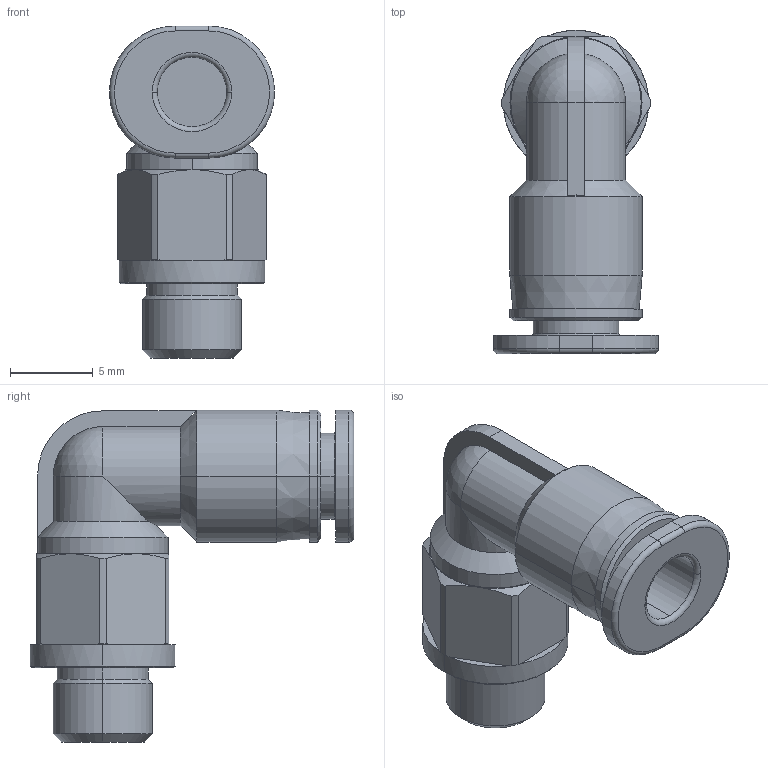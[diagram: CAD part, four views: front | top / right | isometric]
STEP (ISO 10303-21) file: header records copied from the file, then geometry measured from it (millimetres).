
FILE_DESCRIPTION((''),'2;1');
FILE_NAME('PL04M6C-mdt.stp','2017-07-24T14:46:47',(''),(''),'Mechanical Desktop 2009','Mechanical Desktop 2009',', , ');
FILE_SCHEMA(('CONFIG_CONTROL_DESIGN'));
Length unit declared in the file: millimetre
Products named in the file (5): PL04M6C-MDTA; PL04M6C-MDT; COLLAR-L04C; NLM6C; NLM5C
Assembly tree (5 placements, depth 2):
  PL04M6C-MDTA
    PL04M6C-MDT
    COLLAR-L04C  x2
    NLM6C
    NLM5C
Bounding box: 10 x 19.6 x 20.1 mm (x, y, z)
Volume: 1143.6 mm3; surface area: 1154.9 mm2
Topology: 1 solids, 1 shells, 106 faces, 240 edges, 138 vertices
Faces by surface type: cylinder 35, plane 35, cone 26, bspline 4, torus 4, sphere 2
Entity records: 3245 total; most frequent: CARTESIAN_POINT 731, DIRECTION 546, ORIENTED_EDGE 478, EDGE_CURVE 239, AXIS2_PLACEMENT_3D 225, VERTEX_POINT 138, CIRCLE 115, EDGE_LOOP 113
